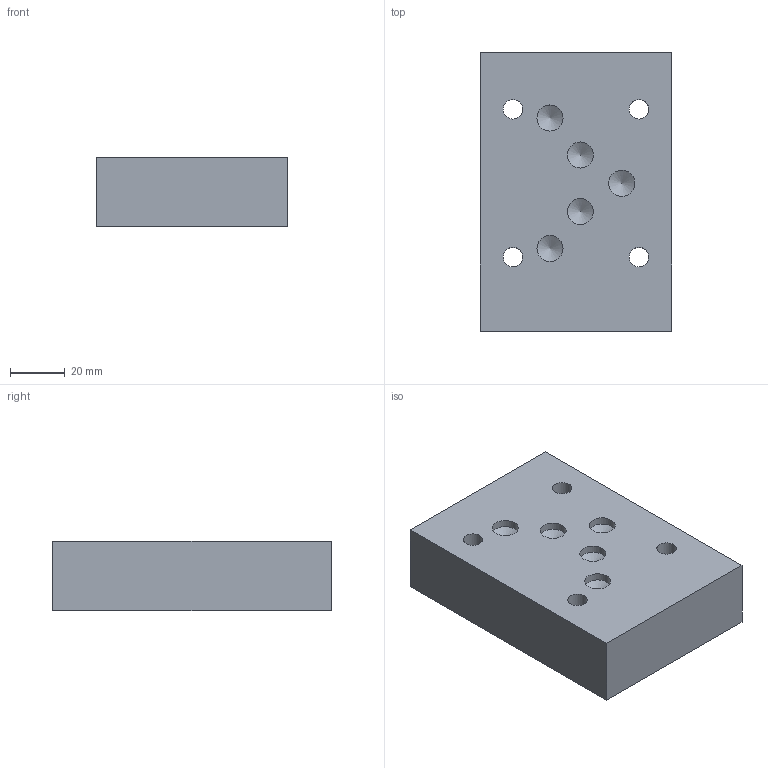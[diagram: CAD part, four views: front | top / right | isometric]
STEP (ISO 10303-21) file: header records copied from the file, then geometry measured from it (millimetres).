
FILE_DESCRIPTION(/* description */ (''),/* implementation_level */ '2;1');
FILE_NAME(/* name */ '_D05TPSD.stp',/* time_stamp */ '2021-12-28T09:54:54-05:00',/* author */ ('jrf'),/* organization */ (''),/* preprocessor_version */ 'ST-DEVELOPER v18.1',/* originating_system */ 'Autodesk Inventor 2022',/* authorisation */ '');
FILE_SCHEMA (('AUTOMOTIVE_DESIGN { 1 0 10303 214 3 1 1 }'));
Length unit declared in the file: millimetre
Products named in the file (1): Part_AD05TPSD.B00604R5_3D
Bounding box: 69.85 x 101.6 x 25.4 mm (x, y, z)
Volume: 172738.7 mm3; surface area: 25941.5 mm2
Topology: 1 solids, 1 shells, 325 faces, 872 edges, 578 vertices
Faces by surface type: plane 215, bspline 73, cylinder 23, cone 14
Full cylindrical faces by diameter (mm): 7.137 x4, 9.525 x10, 15.875 x5
Entity records: 10774 total; most frequent: CARTESIAN_POINT 2801, ORIENTED_EDGE 1724, DIRECTION 1268, EDGE_CURVE 862, LINE 662, VECTOR 662, VERTEX_POINT 578, EDGE_LOOP 372
